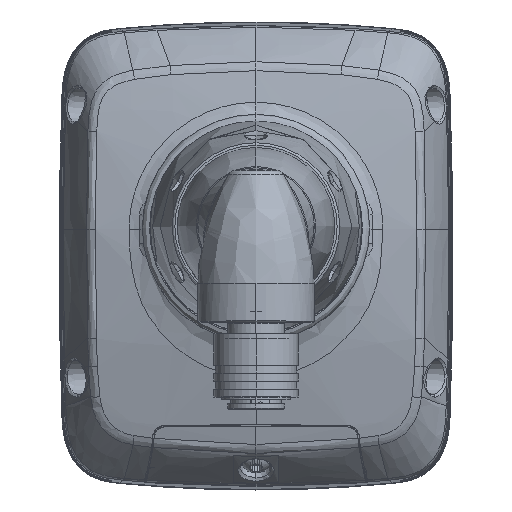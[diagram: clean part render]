
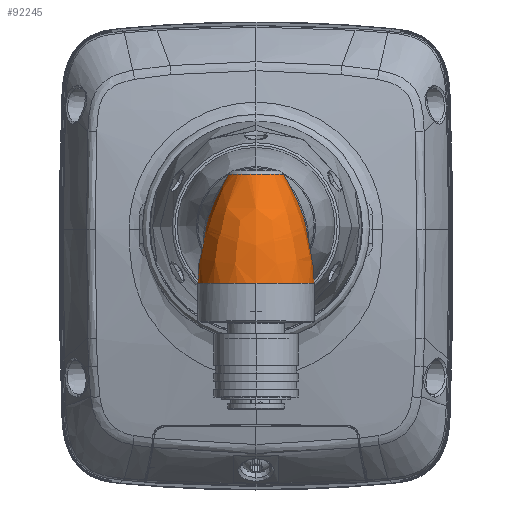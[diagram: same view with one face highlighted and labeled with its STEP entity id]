
A CAD part, top view. The second image highlights one B-rep face of the part: STEP entity #92245.
In plain terms, the highlighted free-form (B-spline) face has degree [3, 3] with [7, 4] control points.
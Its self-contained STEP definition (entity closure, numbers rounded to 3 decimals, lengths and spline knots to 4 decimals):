
#3074=CARTESIAN_POINT('',(-0.2734,-0.4275,
7.05));
#3098=CARTESIAN_POINT('',(0.,-0.4275,7.3858));
#3099=DIRECTION('',(0.,-1.,0.));
#3100=DIRECTION('',(0.,0.,1.));
#3101=AXIS2_PLACEMENT_3D('',#3098,#3099,#3100);
#3103=CARTESIAN_POINT('',(0.,-0.4275,7.3858));
#3104=DIRECTION('',(0.,1.,0.));
#3105=DIRECTION('',(0.,0.,1.));
#3106=AXIS2_PLACEMENT_3D('',#3103,#3104,#3105);
#4117=CARTESIAN_POINT('',(0.,0.3848,7.3858));
#4118=DIRECTION('',(0.,-1.,0.));
#4119=DIRECTION('',(0.864,0.,-0.504));
#4120=AXIS2_PLACEMENT_3D('',#4117,#4118,#4119);
#4132=CARTESIAN_POINT('',(-0.1791,0.3848,
7.2812));
#4151=CARTESIAN_POINT('',(-0.3027,-0.3965,
7.0765));
#4152=CARTESIAN_POINT('',(-0.32,-0.3764,
7.094));
#4153=CARTESIAN_POINT('',(-0.3505,-0.332,
7.132));
#4154=CARTESIAN_POINT('',(-0.3814,-0.2523,
7.1962));
#4155=CARTESIAN_POINT('',(-0.3937,-0.1622,
7.2612));
#4156=CARTESIAN_POINT('',(-0.3874,-0.071,
7.3153));
#4157=CARTESIAN_POINT('',(-0.3697,0.0122,
7.3502));
#4158=CARTESIAN_POINT('',(-0.3466,0.0875,
7.3668));
#4159=CARTESIAN_POINT('',(-0.3205,0.1573,
7.3671));
#4160=CARTESIAN_POINT('',(-0.2933,0.2192,
7.3553));
#4161=CARTESIAN_POINT('',(-0.2617,0.2792,
7.3344));
#4162=CARTESIAN_POINT('',(-0.2247,0.3349,
7.3083));
#4163=CARTESIAN_POINT('',(-0.1953,0.3689,
7.2899));
#4164=CARTESIAN_POINT('',(-0.1791,0.3848,
7.2812));
#4188=CARTESIAN_POINT('',(-0.2734,-0.4275,
7.05));
#4189=CARTESIAN_POINT('',(-0.2767,-0.4242,
7.0527));
#4190=CARTESIAN_POINT('',(-0.2834,-0.4176,
7.0583));
#4191=CARTESIAN_POINT('',(-0.2932,-0.4073,
7.0671));
#4192=CARTESIAN_POINT('',(-0.2995,-0.4001,
7.0733));
#4193=CARTESIAN_POINT('',(-0.3027,-0.3965,
7.0765));
#4217=CARTESIAN_POINT('',(0.2734,-0.4275,
7.05));
#4252=CARTESIAN_POINT('',(0.3027,-0.3965,
7.0765));
#4253=CARTESIAN_POINT('',(0.2995,-0.4001,
7.0733));
#4254=CARTESIAN_POINT('',(0.2932,-0.4073,
7.0671));
#4255=CARTESIAN_POINT('',(0.2834,-0.4176,
7.0583));
#4256=CARTESIAN_POINT('',(0.2767,-0.4242,
7.0527));
#4257=CARTESIAN_POINT('',(0.2734,-0.4275,
7.05));
#4281=CARTESIAN_POINT('',(0.1791,0.3848,
7.2812));
#4282=CARTESIAN_POINT('',(0.1955,0.3687,
7.29));
#4283=CARTESIAN_POINT('',(0.2251,0.3344,
7.3085));
#4284=CARTESIAN_POINT('',(0.2619,0.2788,
7.3345));
#4285=CARTESIAN_POINT('',(0.2931,0.2197,
7.3552));
#4286=CARTESIAN_POINT('',(0.3197,0.1591,
7.3668));
#4287=CARTESIAN_POINT('',(0.3452,0.0917,
7.3672));
#4288=CARTESIAN_POINT('',(0.3688,0.0156,
7.3514));
#4289=CARTESIAN_POINT('',(0.387,-0.0678,
7.3169));
#4290=CARTESIAN_POINT('',(0.3938,-0.1597,
7.2629));
#4291=CARTESIAN_POINT('',(0.3819,-0.2508,
7.1974));
#4292=CARTESIAN_POINT('',(0.3509,-0.3314,
7.1326));
#4293=CARTESIAN_POINT('',(0.3202,-0.3762,
7.0942));
#4294=CARTESIAN_POINT('',(0.3027,-0.3965,
7.0765));
#81415=VERTEX_POINT('',#4217);
#81419=VERTEX_POINT('',#3074);
#81426=CARTESIAN_POINT('',(0.,-0.4275,7.8189));
#81427=VERTEX_POINT('',#81426);
#81428=CARTESIAN_POINT('',(0.3027,-0.3965,
7.0765));
#81429=VERTEX_POINT('',#81428);
#81430=CARTESIAN_POINT('',(-0.3027,-0.3965,
7.0765));
#81431=VERTEX_POINT('',#81430);
#81438=VERTEX_POINT('',#4132);
#81440=CARTESIAN_POINT('',(0.1791,0.3848,
7.2812));
#81441=VERTEX_POINT('',#81440);
#92202=CARTESIAN_POINT('',(-0.2391,-0.4445,
7.0248));
#92203=CARTESIAN_POINT('',(-0.2408,-0.1447,
7.0221));
#92204=CARTESIAN_POINT('',(-0.1965,0.1442,
7.089));
#92205=CARTESIAN_POINT('',(-0.1096,0.3994,
7.2203));
#92206=CARTESIAN_POINT('',(-0.6776,-0.4445,
7.3152));
#92207=CARTESIAN_POINT('',(-0.6826,-0.1447,
7.3147));
#92208=CARTESIAN_POINT('',(-0.5571,0.1442,
7.3278));
#92209=CARTESIAN_POINT('',(-0.3107,0.3994,
7.3534));
#92210=CARTESIAN_POINT('',(-0.5259,-0.4445,
7.8188));
#92211=CARTESIAN_POINT('',(-0.5299,-0.1447,
7.8221));
#92212=CARTESIAN_POINT('',(-0.4324,0.1442,
7.7418));
#92213=CARTESIAN_POINT('',(-0.2412,0.3994,
7.5844));
#92214=CARTESIAN_POINT('',(0.,-0.4445,7.8188));
#92215=CARTESIAN_POINT('',(0.,-0.1447,7.8221));
#92216=CARTESIAN_POINT('',(0.,0.1442,7.7418));
#92217=CARTESIAN_POINT('',(0.,0.3994,7.5844));
#92218=CARTESIAN_POINT('',(0.5259,-0.4445,
7.8188));
#92219=CARTESIAN_POINT('',(0.5299,-0.1447,
7.8221));
#92220=CARTESIAN_POINT('',(0.4324,0.1442,
7.7418));
#92221=CARTESIAN_POINT('',(0.2412,0.3994,
7.5844));
#92222=CARTESIAN_POINT('',(0.6776,-0.4445,
7.3152));
#92223=CARTESIAN_POINT('',(0.6826,-0.1447,
7.3147));
#92224=CARTESIAN_POINT('',(0.5571,0.1442,
7.3278));
#92225=CARTESIAN_POINT('',(0.3107,0.3994,
7.3534));
#92226=CARTESIAN_POINT('',(0.2391,-0.4445,
7.0248));
#92227=CARTESIAN_POINT('',(0.2408,-0.1447,
7.0221));
#92228=CARTESIAN_POINT('',(0.1965,0.1442,
7.089));
#92229=CARTESIAN_POINT('',(0.1096,0.3994,
7.2203));
#92230=(BOUNDED_SURFACE()B_SPLINE_SURFACE(3,3,((#92202,#92203,#92204,#92205),(
#92206,#92207,#92208,#92209),(#92210,#92211,#92212,#92213),(#92214,#92215,
#92216,#92217),(#92218,#92219,#92220,#92221),(#92222,#92223,#92224,#92225),(
#92226,#92227,#92228,#92229)),.UNSPECIFIED.,.F.,.F.,.F.)B_SPLINE_SURFACE_WITH_KNOTS((4,3,4),(4,4),(0.,1.,2.),(0.,1.),.UNSPECIFIED.)GEOMETRIC_REPRESENTATION_ITEM()RATIONAL_B_SPLINE_SURFACE(((1.584,1.542,
1.542,1.584),(0.832,0.81,
0.81,0.832),(0.832,0.81,
0.81,0.832),(1.584,1.542,
1.542,1.584),(0.832,0.81,
0.81,0.832),(0.832,0.81,
0.81,0.832),(1.584,1.542,
1.542,1.584)))REPRESENTATION_ITEM('')SURFACE());
#92232=ORIENTED_EDGE('',*,*,#92231,.F.);
#92234=ORIENTED_EDGE('',*,*,#92233,.T.);
#92236=ORIENTED_EDGE('',*,*,#92235,.T.);
#92237=ORIENTED_EDGE('',*,*,#90825,.F.);
#92238=ORIENTED_EDGE('',*,*,#90811,.T.);
#92240=ORIENTED_EDGE('',*,*,#92239,.T.);
#92242=ORIENTED_EDGE('',*,*,#92241,.T.);
#92243=EDGE_LOOP('',(#92232,#92234,#92236,#92237,#92238,#92240,#92242));
#92244=FACE_OUTER_BOUND('',#92243,.F.);
#92245=ADVANCED_FACE('',(#92244),#92230,.T.);
#3102=CIRCLE('',#3101,0.4331);
#3107=CIRCLE('',#3106,0.4331);
#4121=CIRCLE('',#4120,0.2074);
#4165=B_SPLINE_CURVE_WITH_KNOTS('',3,(#4151,#4152,#4153,#4154,#4155,#4156,#4157,
#4158,#4159,#4160,#4161,#4162,#4163,#4164),.UNSPECIFIED.,.F.,.F.,(4,1,1,1,1,1,1,
1,1,1,1,4),(0.,0.0909,0.1818,0.2727,
0.3636,0.4545,0.5455,0.6364,
0.7273,0.8182,0.9091,1.),.UNSPECIFIED.);
#4194=B_SPLINE_CURVE_WITH_KNOTS('',3,(#4188,#4189,#4190,#4191,#4192,#4193),
.UNSPECIFIED.,.F.,.F.,(4,1,1,4),(0.,0.3333,0.6667,1.),
.UNSPECIFIED.);
#4258=B_SPLINE_CURVE_WITH_KNOTS('',3,(#4252,#4253,#4254,#4255,#4256,#4257),
.UNSPECIFIED.,.F.,.F.,(4,1,1,4),(0.,0.3333,0.6667,1.),
.UNSPECIFIED.);
#4295=B_SPLINE_CURVE_WITH_KNOTS('',3,(#4281,#4282,#4283,#4284,#4285,#4286,#4287,
#4288,#4289,#4290,#4291,#4292,#4293,#4294),.UNSPECIFIED.,.F.,.F.,(4,1,1,1,1,1,1,
1,1,1,1,4),(0.,0.0909,0.1818,0.2727,
0.3636,0.4545,0.5455,0.6364,
0.7273,0.8182,0.9091,1.),.UNSPECIFIED.);
#90811=EDGE_CURVE('',#81427,#81419,#3102,.T.);
#90825=EDGE_CURVE('',#81427,#81415,#3107,.T.);
#92231=EDGE_CURVE('',#81441,#81438,#4121,.T.);
#92233=EDGE_CURVE('',#81441,#81429,#4295,.T.);
#92235=EDGE_CURVE('',#81429,#81415,#4258,.T.);
#92239=EDGE_CURVE('',#81419,#81431,#4194,.T.);
#92241=EDGE_CURVE('',#81431,#81438,#4165,.T.);
